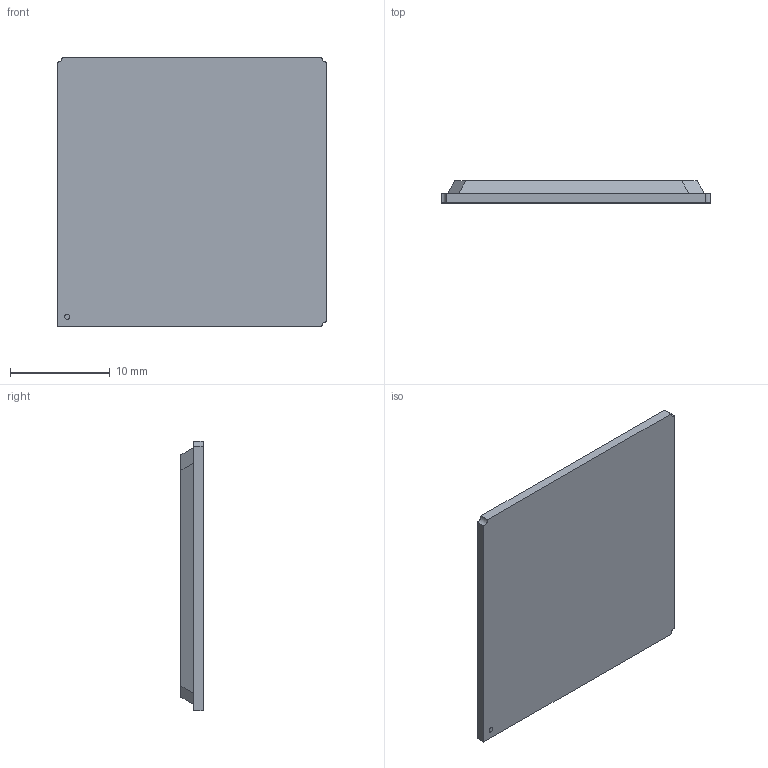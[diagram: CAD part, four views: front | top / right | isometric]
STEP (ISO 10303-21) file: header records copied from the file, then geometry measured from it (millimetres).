
FILE_DESCRIPTION (( 'STEP AP214' ), '1' );
FILE_NAME ('User Library-FGG676-1.STEP', '2016-02-15T15:11:27', ( 'Windows User' ), ( '' ), 'SwSTEP 2.0', 'SolidWorks 2016', '' );
FILE_SCHEMA (( 'AUTOMOTIVE_DESIGN' ));
Length unit declared in the file: millimetre
Products named in the file (1): User Library-FGG676-1
Bounding box: 27 x 2.24 x 27 mm (x, y, z)
Volume: 1483.2 mm3; surface area: 1645.5 mm2
Topology: 1 solids, 1 shells, 152 faces, 399 edges, 266 vertices
Faces by surface type: plane 109, bspline 36, cylinder 7
Entity records: 8282 total; most frequent: CARTESIAN_POINT 3302, ORIENTED_EDGE 798, DIRECTION 575, EDGE_CURVE 399, VECTOR 313, LINE 313, VERTEX_POINT 266, EDGE_LOOP 169
